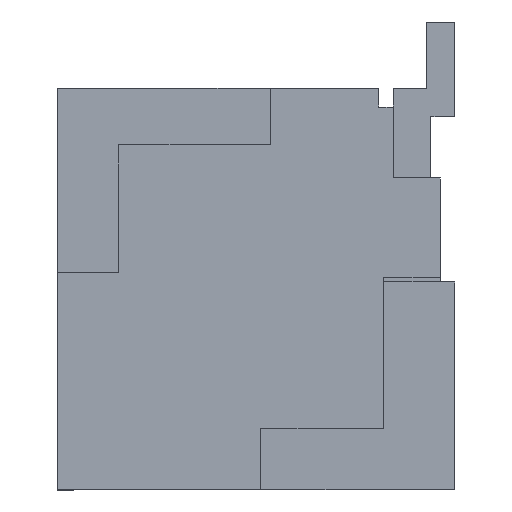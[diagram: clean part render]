
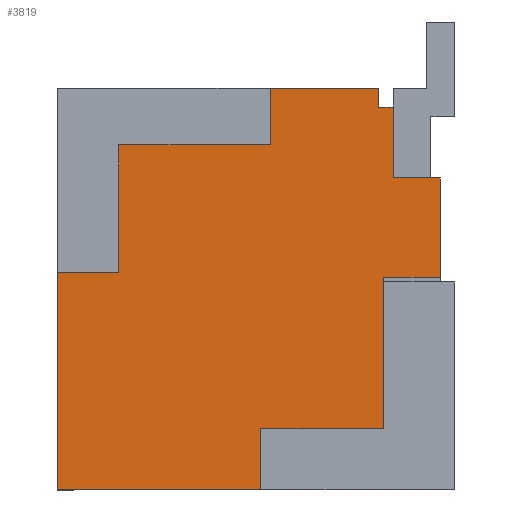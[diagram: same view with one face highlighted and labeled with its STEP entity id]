
A CAD part, left-side view. The second image highlights one B-rep face of the part: STEP entity #3819.
In plain terms, the highlighted planar face has unit normal (-1, 0, 0).
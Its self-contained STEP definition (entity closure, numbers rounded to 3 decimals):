
#35 = DIRECTION ( 'NONE',  ( 0., 0., 1. ) ) ;
#82 = CARTESIAN_POINT ( 'NONE',  ( -7., 3.875, 1.725 ) ) ;
#84 = CARTESIAN_POINT ( 'NONE',  ( -7., 1.625, 3.725 ) ) ;
#123 = EDGE_LOOP ( 'NONE', ( #2901, #2183, #2419, #2553, #3925, #3045, #230, #2455, #4088, #1827, #3342, #2404, #2259, #1656, #1865, #1892 ) ) ;
#175 = CARTESIAN_POINT ( 'NONE',  ( -7., 0.425, 1.725 ) ) ;
#196 = DIRECTION ( 'NONE',  ( 0., 0., 1. ) ) ;
#209 = CARTESIAN_POINT ( 'NONE',  ( -7., 3.875, 2.775 ) ) ;
#230 = ORIENTED_EDGE ( 'NONE', *, *, #4057, .F. ) ;
#249 = CARTESIAN_POINT ( 'NONE',  ( -7., 0.475, 3.525 ) ) ;
#307 = LINE ( 'NONE', #3176, #2724 ) ;
#308 = CARTESIAN_POINT ( 'NONE',  ( -7., 0.325, 2.775 ) ) ;
#356 = VECTOR ( 'NONE', #854, 1000. ) ;
#381 = CARTESIAN_POINT ( 'NONE',  ( -7., 0.475, 3.525 ) ) ;
#398 = LINE ( 'NONE', #308, #1741 ) ;
#512 = CARTESIAN_POINT ( 'NONE',  ( -7., -0.175, 1.725 ) ) ;
#609 = VECTOR ( 'NONE', #3490, 1000. ) ;
#704 = LINE ( 'NONE', #2570, #609 ) ;
#729 = VECTOR ( 'NONE', #1564, 1000. ) ;
#755 = EDGE_CURVE ( 'NONE', #3377, #4030, #704, .T. ) ;
#777 = EDGE_CURVE ( 'NONE', #2955, #3377, #3872, .T. ) ;
#793 = EDGE_CURVE ( 'NONE', #3716, #3574, #2305, .T. ) ;
#849 = DIRECTION ( 'NONE',  ( 0., -1., 0. ) ) ;
#854 = DIRECTION ( 'NONE',  ( 0., 0., 1. ) ) ;
#914 = VERTEX_POINT ( 'NONE', #3557 ) ;
#933 = CARTESIAN_POINT ( 'NONE',  ( -7., -0.175, 3.725 ) ) ;
#940 = CARTESIAN_POINT ( 'NONE',  ( -7., 3.875, 1.775 ) ) ;
#964 = CARTESIAN_POINT ( 'NONE',  ( -7., 3.875, 0.125 ) ) ;
#974 = VERTEX_POINT ( 'NONE', #3516 ) ;
#995 = VERTEX_POINT ( 'NONE', #381 ) ;
#1037 = VERTEX_POINT ( 'NONE', #1612 ) ;
#1051 = CARTESIAN_POINT ( 'NONE',  ( -7., 3.875, 3.725 ) ) ;
#1187 = DIRECTION ( 'NONE',  ( 0., -1., 0. ) ) ;
#1194 = LINE ( 'NONE', #1209, #356 ) ;
#1209 = CARTESIAN_POINT ( 'NONE',  ( -7., 3.875, 3.725 ) ) ;
#1356 = VERTEX_POINT ( 'NONE', #2465 ) ;
#1465 = LINE ( 'NONE', #3066, #3878 ) ;
#1485 = CARTESIAN_POINT ( 'NONE',  ( -7., 1.725, 0.125 ) ) ;
#1491 = VERTEX_POINT ( 'NONE', #2211 ) ;
#1505 = EDGE_CURVE ( 'NONE', #3078, #995, #307, .T. ) ;
#1554 = EDGE_CURVE ( 'NONE', #3171, #2628, #2675, .T. ) ;
#1564 = DIRECTION ( 'NONE',  ( 0., 0., 1. ) ) ;
#1611 = DIRECTION ( 'NONE',  ( 0., 1., 0. ) ) ;
#1612 = CARTESIAN_POINT ( 'NONE',  ( -7., -0.175, 2.775 ) ) ;
#1630 = VECTOR ( 'NONE', #3217, 1000. ) ;
#1656 = ORIENTED_EDGE ( 'NONE', *, *, #3750, .T. ) ;
#1705 = VECTOR ( 'NONE', #35, 1000. ) ;
#1741 = VECTOR ( 'NONE', #4073, 1000. ) ;
#1754 = EDGE_CURVE ( 'NONE', #1491, #1037, #2070, .T. ) ;
#1765 = DIRECTION ( 'NONE',  ( 0., 1., 0. ) ) ;
#1787 = CARTESIAN_POINT ( 'NONE',  ( -7., 1.725, -0.525 ) ) ;
#1818 = LINE ( 'NONE', #249, #2990 ) ;
#1827 = ORIENTED_EDGE ( 'NONE', *, *, #1931, .T. ) ;
#1865 = ORIENTED_EDGE ( 'NONE', *, *, #2661, .T. ) ;
#1887 = DIRECTION ( 'NONE',  ( 1., 0., 0. ) ) ;
#1892 = ORIENTED_EDGE ( 'NONE', *, *, #793, .F. ) ;
#1928 = DIRECTION ( 'NONE',  ( 0., -1., 0. ) ) ;
#1929 = CARTESIAN_POINT ( 'NONE',  ( -7., 3.225, 3.125 ) ) ;
#1931 = EDGE_CURVE ( 'NONE', #2829, #1037, #3949, .T. ) ;
#1941 = CARTESIAN_POINT ( 'NONE',  ( -7., 0.325, 3.525 ) ) ;
#1963 = VECTOR ( 'NONE', #3990, 1000. ) ;
#2022 = LINE ( 'NONE', #1787, #1963 ) ;
#2049 = VECTOR ( 'NONE', #1928, 1000. ) ;
#2070 = LINE ( 'NONE', #209, #2366 ) ;
#2080 = CARTESIAN_POINT ( 'NONE',  ( -7., 3.225, 1.775 ) ) ;
#2085 = LINE ( 'NONE', #3785, #2923 ) ;
#2183 = ORIENTED_EDGE ( 'NONE', *, *, #755, .F. ) ;
#2211 = CARTESIAN_POINT ( 'NONE',  ( -7., 0.325, 2.775 ) ) ;
#2259 = ORIENTED_EDGE ( 'NONE', *, *, #1505, .T. ) ;
#2305 = LINE ( 'NONE', #84, #1705 ) ;
#2366 = VECTOR ( 'NONE', #849, 1000. ) ;
#2404 = ORIENTED_EDGE ( 'NONE', *, *, #3056, .T. ) ;
#2419 = ORIENTED_EDGE ( 'NONE', *, *, #777, .F. ) ;
#2421 = LINE ( 'NONE', #964, #1630 ) ;
#2455 = ORIENTED_EDGE ( 'NONE', *, *, #1554, .F. ) ;
#2465 = CARTESIAN_POINT ( 'NONE',  ( -7., 3.875, -0.525 ) ) ;
#2547 = VECTOR ( 'NONE', #1765, 1000. ) ;
#2553 = ORIENTED_EDGE ( 'NONE', *, *, #2925, .F. ) ;
#2570 = CARTESIAN_POINT ( 'NONE',  ( -7., 3.225, 3.725 ) ) ;
#2583 = CARTESIAN_POINT ( 'NONE',  ( -7., 0.425, 0.125 ) ) ;
#2602 = VECTOR ( 'NONE', #3861, 1000. ) ;
#2628 = VERTEX_POINT ( 'NONE', #2583 ) ;
#2661 = EDGE_CURVE ( 'NONE', #914, #3574, #2848, .T. ) ;
#2675 = LINE ( 'NONE', #3260, #3844 ) ;
#2724 = VECTOR ( 'NONE', #1611, 1000. ) ;
#2737 = EDGE_CURVE ( 'NONE', #2829, #3171, #4078, .T. ) ;
#2776 = EDGE_CURVE ( 'NONE', #1356, #974, #1465, .T. ) ;
#2794 = CARTESIAN_POINT ( 'NONE',  ( -7., 3.875, 3.725 ) ) ;
#2829 = VERTEX_POINT ( 'NONE', #512 ) ;
#2842 = VERTEX_POINT ( 'NONE', #1485 ) ;
#2848 = LINE ( 'NONE', #1051, #2602 ) ;
#2901 = ORIENTED_EDGE ( 'NONE', *, *, #3015, .F. ) ;
#2923 = VECTOR ( 'NONE', #3758, 1000. ) ;
#2925 = EDGE_CURVE ( 'NONE', #1356, #2955, #1194, .T. ) ;
#2931 = DIRECTION ( 'NONE',  ( 0., 0., -1. ) ) ;
#2955 = VERTEX_POINT ( 'NONE', #940 ) ;
#2990 = VECTOR ( 'NONE', #196, 1000. ) ;
#2999 = CARTESIAN_POINT ( 'NONE',  ( -7., 1.625, 3.125 ) ) ;
#3015 = EDGE_CURVE ( 'NONE', #4030, #3716, #2085, .T. ) ;
#3045 = ORIENTED_EDGE ( 'NONE', *, *, #3219, .F. ) ;
#3056 = EDGE_CURVE ( 'NONE', #1491, #3078, #398, .T. ) ;
#3066 = CARTESIAN_POINT ( 'NONE',  ( -7., 3.875, -0.525 ) ) ;
#3078 = VERTEX_POINT ( 'NONE', #1941 ) ;
#3171 = VERTEX_POINT ( 'NONE', #175 ) ;
#3176 = CARTESIAN_POINT ( 'NONE',  ( -7., 0.325, 3.525 ) ) ;
#3217 = DIRECTION ( 'NONE',  ( 0., 1., 0. ) ) ;
#3219 = EDGE_CURVE ( 'NONE', #2842, #974, #2022, .T. ) ;
#3260 = CARTESIAN_POINT ( 'NONE',  ( -7., 0.425, 3.725 ) ) ;
#3278 = CARTESIAN_POINT ( 'NONE',  ( -7., 1.625, 3.725 ) ) ;
#3342 = ORIENTED_EDGE ( 'NONE', *, *, #1754, .F. ) ;
#3377 = VERTEX_POINT ( 'NONE', #2080 ) ;
#3421 = DIRECTION ( 'NONE',  ( 0., 0., -1. ) ) ;
#3441 = AXIS2_PLACEMENT_3D ( 'NONE', #2794, #1887, #3421 ) ;
#3490 = DIRECTION ( 'NONE',  ( 0., 0., 1. ) ) ;
#3516 = CARTESIAN_POINT ( 'NONE',  ( -7., 1.725, -0.525 ) ) ;
#3557 = CARTESIAN_POINT ( 'NONE',  ( -7., 0.475, 3.725 ) ) ;
#3574 = VERTEX_POINT ( 'NONE', #3278 ) ;
#3716 = VERTEX_POINT ( 'NONE', #2999 ) ;
#3750 = EDGE_CURVE ( 'NONE', #995, #914, #1818, .T. ) ;
#3758 = DIRECTION ( 'NONE',  ( 0., -1., 0. ) ) ;
#3785 = CARTESIAN_POINT ( 'NONE',  ( -7., 3.875, 3.125 ) ) ;
#3814 = CARTESIAN_POINT ( 'NONE',  ( -7., 3.875, 1.775 ) ) ;
#3819 = ADVANCED_FACE ( 'NONE', ( #3880 ), #4064, .F. ) ;
#3844 = VECTOR ( 'NONE', #2931, 1000. ) ;
#3861 = DIRECTION ( 'NONE',  ( 0., 1., 0. ) ) ;
#3872 = LINE ( 'NONE', #3814, #2049 ) ;
#3878 = VECTOR ( 'NONE', #1187, 1000. ) ;
#3880 = FACE_OUTER_BOUND ( 'NONE', #123, .T. ) ;
#3925 = ORIENTED_EDGE ( 'NONE', *, *, #2776, .T. ) ;
#3949 = LINE ( 'NONE', #933, #729 ) ;
#3990 = DIRECTION ( 'NONE',  ( 0., 0., -1. ) ) ;
#4030 = VERTEX_POINT ( 'NONE', #1929 ) ;
#4057 = EDGE_CURVE ( 'NONE', #2628, #2842, #2421, .T. ) ;
#4064 = PLANE ( 'NONE',  #3441 ) ;
#4073 = DIRECTION ( 'NONE',  ( 0., 0., 1. ) ) ;
#4078 = LINE ( 'NONE', #82, #2547 ) ;
#4088 = ORIENTED_EDGE ( 'NONE', *, *, #2737, .F. ) ;
